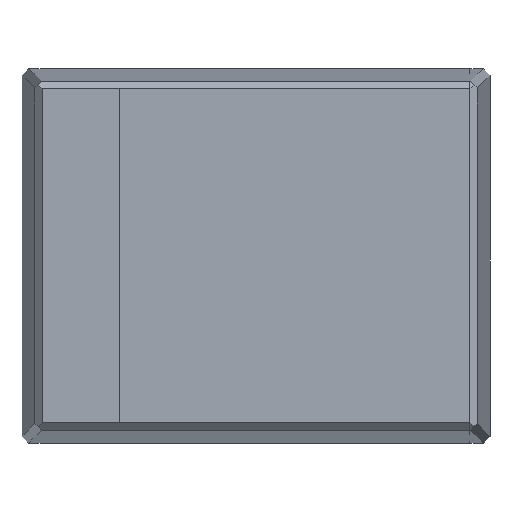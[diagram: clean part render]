
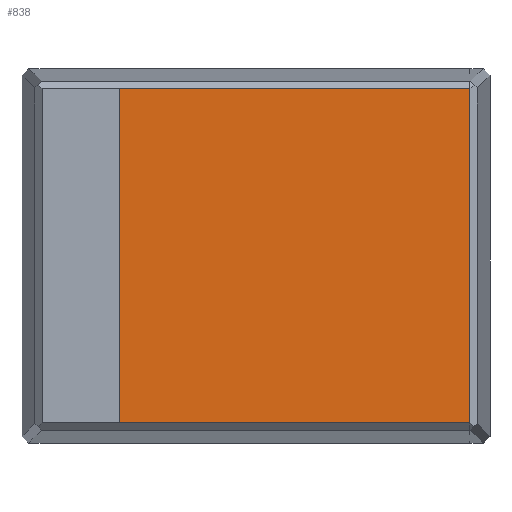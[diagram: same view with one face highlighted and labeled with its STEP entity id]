
A CAD part, top view. The second image highlights one B-rep face of the part: STEP entity #838.
In plain terms, the highlighted planar face has unit normal (0, 0, 1).
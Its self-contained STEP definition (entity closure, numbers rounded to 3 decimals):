
#36 = EDGE_CURVE ( 'NONE', #154, #581, #392, .T. ) ;
#37 = CARTESIAN_POINT ( 'NONE',  ( 1.6, -1.3, 1.9 ) ) ;
#55 = LINE ( 'NONE', #196, #274 ) ;
#57 = DIRECTION ( 'NONE',  ( 0., 1., 0. ) ) ;
#101 = EDGE_CURVE ( 'NONE', #1590, #435, #770, .T. ) ;
#154 = VERTEX_POINT ( 'NONE', #606 ) ;
#196 = CARTESIAN_POINT ( 'NONE',  ( -1.02, 1.25, 1.9 ) ) ;
#274 = VECTOR ( 'NONE', #1413, 1000. ) ;
#311 = EDGE_CURVE ( 'NONE', #435, #581, #1085, .T. ) ;
#374 = ORIENTED_EDGE ( 'NONE', *, *, #101, .T. ) ;
#392 = LINE ( 'NONE', #545, #1717 ) ;
#408 = DIRECTION ( 'NONE',  ( 0., 0., 1. ) ) ;
#435 = VERTEX_POINT ( 'NONE', #1143 ) ;
#448 = ORIENTED_EDGE ( 'NONE', *, *, #1078, .T. ) ;
#484 = VECTOR ( 'NONE', #57, 1000. ) ;
#521 = DIRECTION ( 'NONE',  ( 1., 0., 0. ) ) ;
#545 = CARTESIAN_POINT ( 'NONE',  ( -1.65, 1.25, 1.9 ) ) ;
#581 = VERTEX_POINT ( 'NONE', #1192 ) ;
#606 = CARTESIAN_POINT ( 'NONE',  ( -1.02, 1.25, 1.9 ) ) ;
#622 = VECTOR ( 'NONE', #1921, 1000. ) ;
#697 = CARTESIAN_POINT ( 'NONE',  ( -1.02, -1.25, 1.9 ) ) ;
#770 = LINE ( 'NONE', #1382, #622 ) ;
#838 = ADVANCED_FACE ( 'NONE', ( #1426 ), #1021, .T. ) ;
#1010 = DIRECTION ( 'NONE',  ( 1., 0., 0. ) ) ;
#1021 = PLANE ( 'NONE',  #1241 ) ;
#1078 = EDGE_CURVE ( 'NONE', #154, #1590, #55, .T. ) ;
#1085 = LINE ( 'NONE', #37, #484 ) ;
#1102 = EDGE_LOOP ( 'NONE', ( #1327, #448, #374, #1167 ) ) ;
#1143 = CARTESIAN_POINT ( 'NONE',  ( 1.6, -1.25, 1.9 ) ) ;
#1167 = ORIENTED_EDGE ( 'NONE', *, *, #311, .T. ) ;
#1192 = CARTESIAN_POINT ( 'NONE',  ( 1.6, 1.25, 1.9 ) ) ;
#1241 = AXIS2_PLACEMENT_3D ( 'NONE', #1755, #408, #1010 ) ;
#1327 = ORIENTED_EDGE ( 'NONE', *, *, #36, .F. ) ;
#1382 = CARTESIAN_POINT ( 'NONE',  ( -1.65, -1.25, 1.9 ) ) ;
#1413 = DIRECTION ( 'NONE',  ( 0., -1., 0. ) ) ;
#1426 = FACE_OUTER_BOUND ( 'NONE', #1102, .T. ) ;
#1590 = VERTEX_POINT ( 'NONE', #697 ) ;
#1717 = VECTOR ( 'NONE', #521, 1000. ) ;
#1755 = CARTESIAN_POINT ( 'NONE',  ( -1.75, 1.4, 1.9 ) ) ;
#1921 = DIRECTION ( 'NONE',  ( 1., 0., 0. ) ) ;
